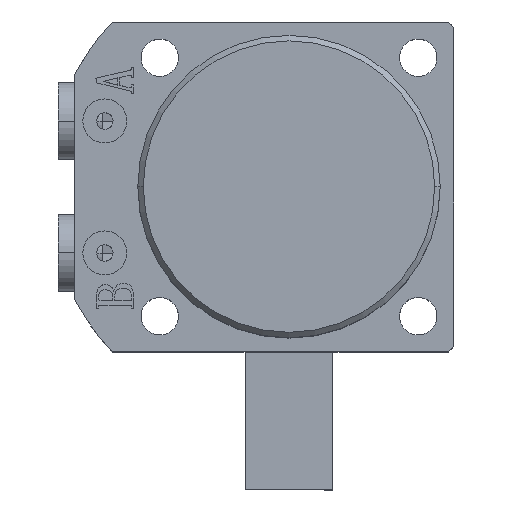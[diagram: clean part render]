
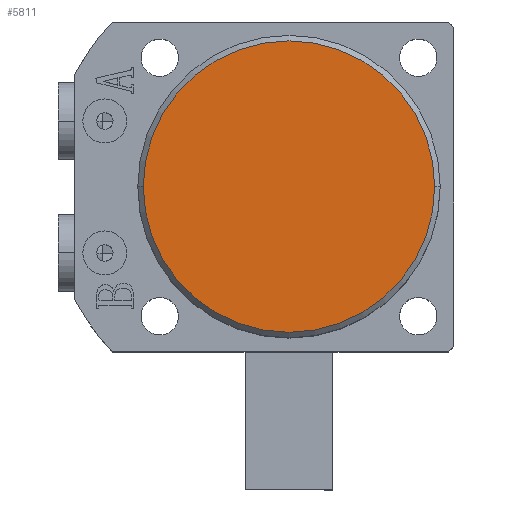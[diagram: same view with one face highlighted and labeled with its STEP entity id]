
A CAD part, top view. The second image highlights one B-rep face of the part: STEP entity #5811.
In plain terms, the highlighted planar face has unit normal (0, 0, 1).
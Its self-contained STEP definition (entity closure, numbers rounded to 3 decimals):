
#442 = CARTESIAN_POINT ( 'NONE',  ( 26.5, 0., 65. ) ) ;
#454 = CARTESIAN_POINT ( 'NONE',  ( -26.5, 0., 65. ) ) ;
#1613 = VERTEX_POINT ( 'NONE', #442 ) ;
#1625 = VERTEX_POINT ( 'NONE', #454 ) ;
#1853 = CARTESIAN_POINT ( 'NONE',  ( 0., 0., 65. ) ) ;
#1854 = DIRECTION ( 'NONE',  ( 0., 0., 1. ) ) ;
#1855 = DIRECTION ( 'NONE',  ( 1., 0., 0. ) ) ;
#1953 = CARTESIAN_POINT ( 'NONE',  ( 0., 0., 65. ) ) ;
#1954 = DIRECTION ( 'NONE',  ( 0., 0., 1. ) ) ;
#1955 = DIRECTION ( 'NONE',  ( 1., 0., 0. ) ) ;
#3200 = ORIENTED_EDGE ( 'NONE', *, *, #6875, .T. ) ;
#3986 = ORIENTED_EDGE ( 'NONE', *, *, #6857, .T. ) ;
#4868 = AXIS2_PLACEMENT_3D ( 'NONE', #8355, #8364, #8365 ) ;
#5112 = AXIS2_PLACEMENT_3D ( 'NONE', #1853, #1854, #1855 ) ;
#5123 = AXIS2_PLACEMENT_3D ( 'NONE', #1953, #1954, #1955 ) ;
#5557 = EDGE_LOOP ( 'NONE', ( #3986, #3200 ) ) ;
#5811 = ADVANCED_FACE ( 'NONE', ( #10089 ), #8361, .T. ) ;
#6857 = EDGE_CURVE ( 'NONE', #1625, #1613, #10535, .T. ) ;
#6875 = EDGE_CURVE ( 'NONE', #1613, #1625, #10555, .T. ) ;
#8355 = CARTESIAN_POINT ( 'NONE',  ( 0., 0., 65. ) ) ;
#8361 = PLANE ( 'NONE',  #4868 ) ;
#8364 = DIRECTION ( 'NONE',  ( 0., 0., 1. ) ) ;
#8365 = DIRECTION ( 'NONE',  ( 1., 0., 0. ) ) ;
#10089 = FACE_OUTER_BOUND ( 'NONE', #5557, .T. ) ;
#10535 = CIRCLE ( 'NONE', #5112, 26.5 ) ;
#10555 = CIRCLE ( 'NONE', #5123, 26.5 ) ;
